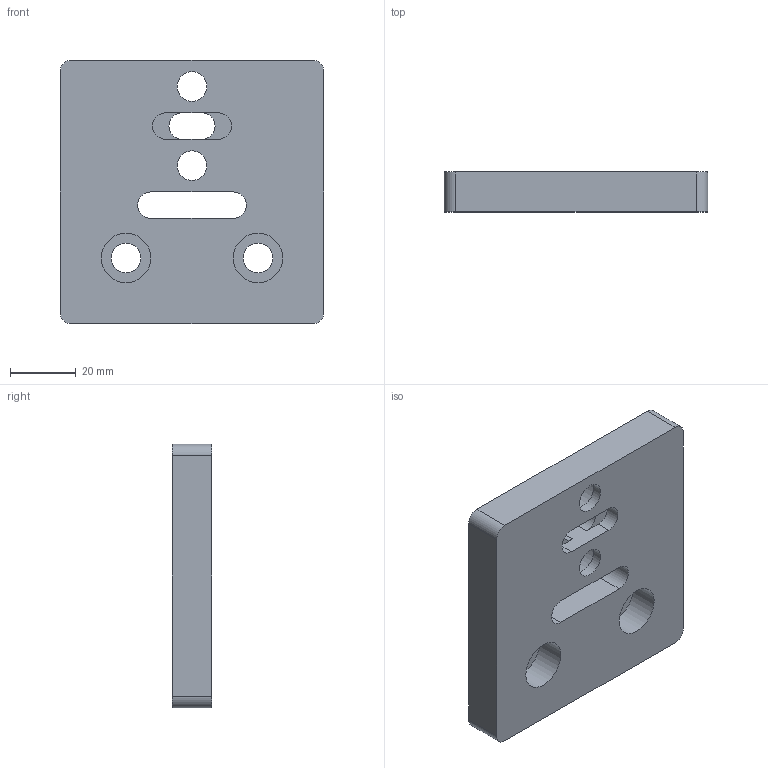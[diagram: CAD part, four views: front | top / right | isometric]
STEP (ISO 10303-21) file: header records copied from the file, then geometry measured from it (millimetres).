
FILE_DESCRIPTION((''),'2;1');
FILE_NAME('SL0255S.ipt.step','2007-09-10T15:13:59',(''),(''),'Autodesk Inventor 11','Autodesk Inventor 11','');
FILE_SCHEMA(('AUTOMOTIVE_DESIGN { 1 0 10303 214 1 1 1 1 }'));
Length unit declared in the file: millimetre
Products named in the file (1): SL0255S
Bounding box: 80 x 12 x 80 mm (x, y, z)
Volume: 65007.5 mm3; surface area: 18813.3 mm2
Topology: 1 solids, 1 shells, 34 faces, 84 edges, 56 vertices
Faces by surface type: plane 12, bspline 12, cylinder 10
Entity records: 1135 total; most frequent: CARTESIAN_POINT 315, DIRECTION 158, ORIENTED_EDGE 152, EDGE_CURVE 76, AXIS2_PLACEMENT_3D 59, EDGE_LOOP 58, VERTEX_POINT 56, VECTOR 40
